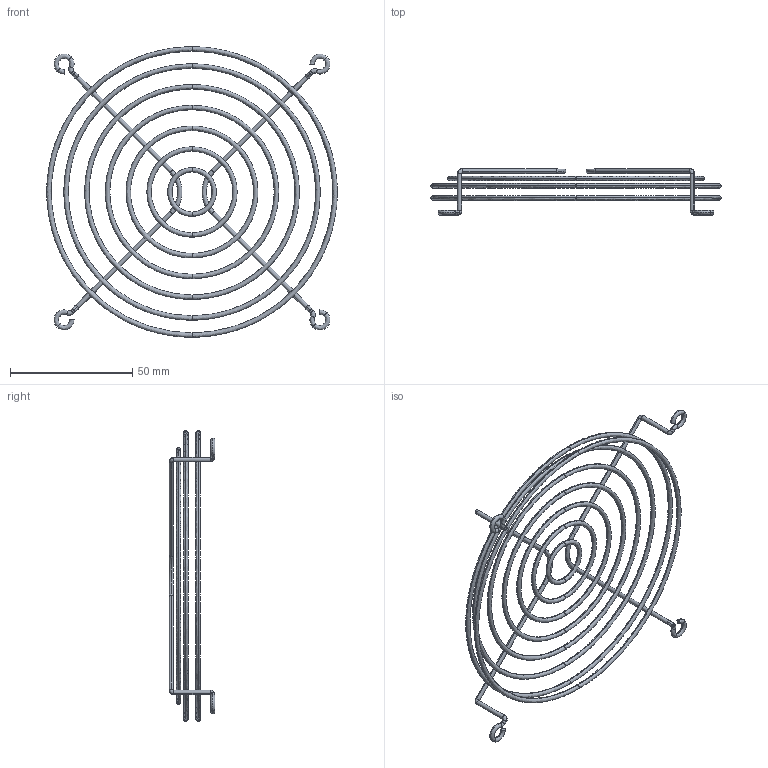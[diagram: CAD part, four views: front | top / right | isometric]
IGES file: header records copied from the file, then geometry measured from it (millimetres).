
Start section: SolidWorks IGES file using analytic representation for surfaces
Global section: file name: SC120-W3.IGS; native system: SolidWorks 2007; preprocessor: SolidWorks 2007; author: umeshp; date: 101005.174658; units: millimetre
Bounding box: 118.87 x 18.8 x 119 mm (x, y, z)
Surface area: 12951.7 mm2 (no closed solid volume)
Topology: 0 solids, 0 shells, 108 faces, 592 edges, 592 vertices
Faces by surface type: bspline 84, revolution 24
